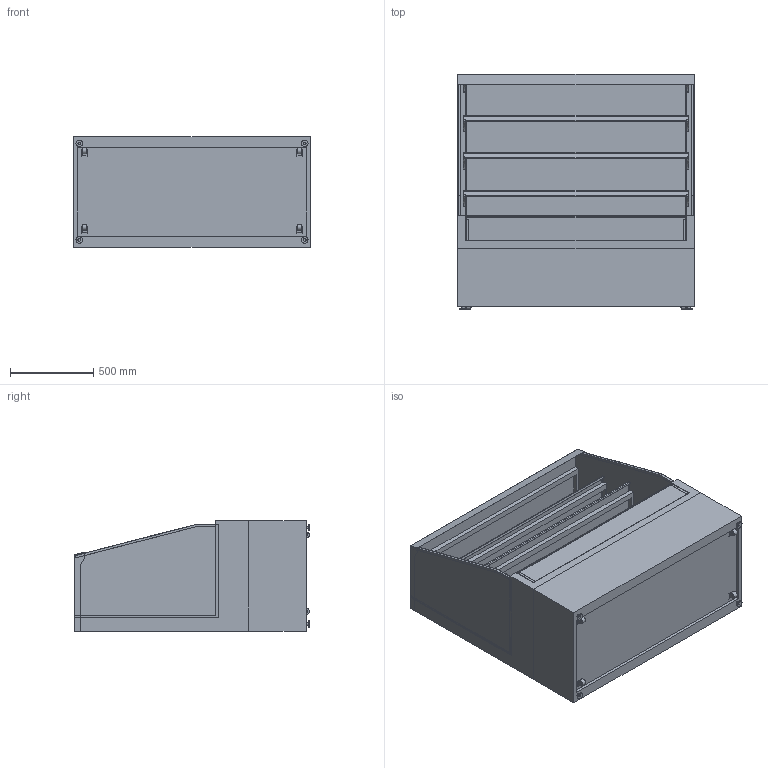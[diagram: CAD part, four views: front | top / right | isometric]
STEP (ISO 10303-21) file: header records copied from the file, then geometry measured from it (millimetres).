
FILE_DESCRIPTION (( 'STEP AP214' ), '1' );
FILE_NAME ('EU356618_Caleo Neutral 142 Plus.STEP', '2022-04-14T05:44:27', ( '' ), ( '' ), 'SwSTEP 2.0', 'SolidWorks 2017', '' );
FILE_SCHEMA (( 'AUTOMOTIVE_DESIGN' ));
Length unit declared in the file: millimetre
Products named in the file (1): EU356618_Caleo Neutral 142 Plus
Bounding box: 1420.2 x 1410 x 662.5 mm (x, y, z)
Volume: 466861641.5 mm3; surface area: 19890577.4 mm2
Topology: 46 solids, 46 shells, 388 faces, 885 edges, 590 vertices
Faces by surface type: plane 343, cylinder 45
Full cylindrical faces by diameter (mm): 5 x3, 16 x4, 35 x4, 40 x4
Entity records: 11402 total; most frequent: CARTESIAN_POINT 1849, ORIENTED_EDGE 1740, DIRECTION 1738, EDGE_CURVE 870, VECTOR 780, LINE 780, VERTEX_POINT 590, AXIS2_PLACEMENT_3D 479
